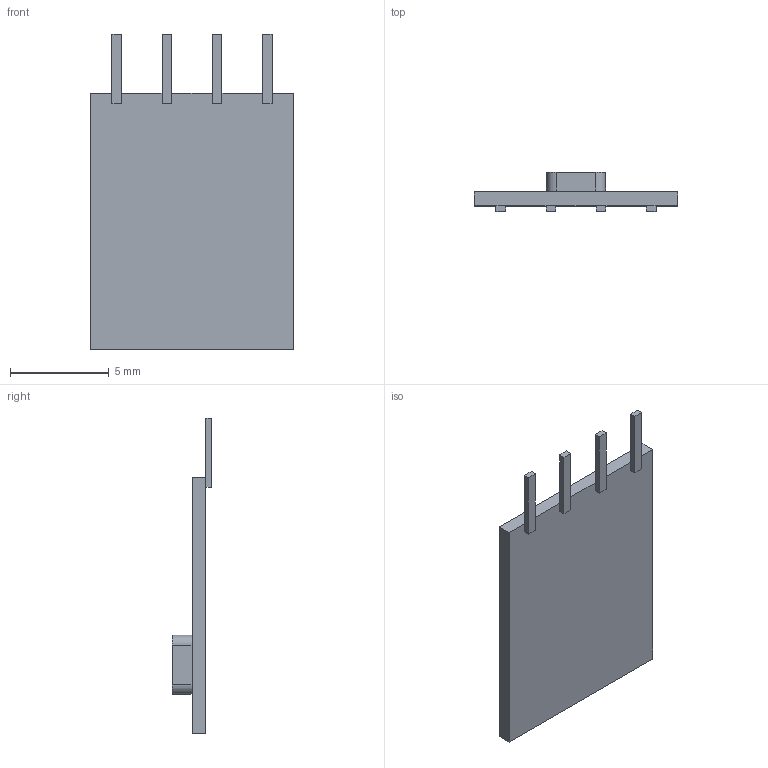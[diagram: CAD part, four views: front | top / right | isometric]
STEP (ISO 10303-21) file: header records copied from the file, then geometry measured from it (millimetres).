
FILE_DESCRIPTION (( 'STEP AP214' ), '1' );
FILE_NAME ('AM2320 without case for soldering.STEP', '2022-10-22T05:31:22', ( '' ), ( '' ), 'SwSTEP 2.0', 'SolidWorks 2019', '' );
FILE_SCHEMA (( 'AUTOMOTIVE_DESIGN' ));
Length unit declared in the file: millimetre
Products named in the file (1): AM2320 without case for soldering
Bounding box: 10.3 x 2 x 16 mm (x, y, z)
Volume: 104.6 mm3; surface area: 350.7 mm2
Topology: 2 solids, 2 shells, 40 faces, 100 edges, 64 vertices
Faces by surface type: plane 36, cylinder 4
Entity records: 1475 total; most frequent: CARTESIAN_POINT 205, ORIENTED_EDGE 200, DIRECTION 190, EDGE_CURVE 100, LINE 92, VECTOR 92, VERTEX_POINT 64, AXIS2_PLACEMENT_3D 49
